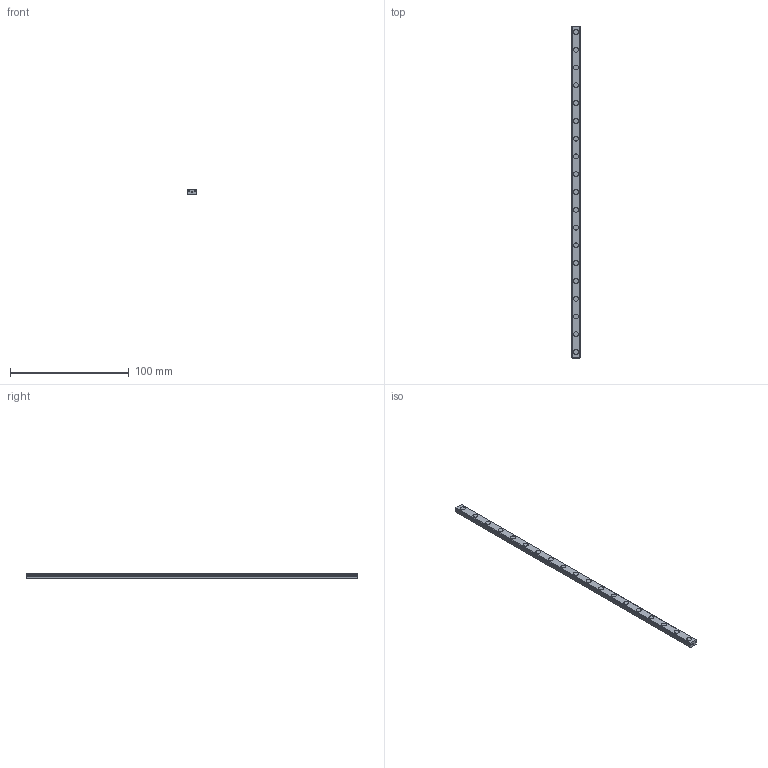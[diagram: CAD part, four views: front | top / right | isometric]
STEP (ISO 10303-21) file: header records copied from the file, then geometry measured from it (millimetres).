
FILE_DESCRIPTION(('STEP AP214'),'1');
FILE_NAME('cctmp_A408C782-AFB0-4B03-937D-4D3C778D6966_2021_02_18_13_18_35_0898..stp','2021-02-18T12:18:36',('HIWIN GmbH'),('CADClick - www.CADClick.com'),'Spatial InterOp 3D',' ','unknown authorization');
FILE_SCHEMA(('AUTOMOTIVE_DESIGN'));
Length unit declared in the file: millimetre
Products named in the file (1): MGNR07R280CM_FILE
Bounding box: 7 x 280 x 4.8 mm (x, y, z)
Volume: 8062 mm3; surface area: 8659.8 mm2
Topology: 1 solids, 1 shells, 266 faces, 609 edges, 406 vertices
Faces by surface type: plane 136, cylinder 130
Entity records: 9745 total; most frequent: DIRECTION 1403, CARTESIAN_POINT 1282, ORIENTED_EDGE 1218, EDGE_CURVE 609, AXIS2_PLACEMENT_3D 527, VERTEX_POINT 406, LINE 349, VECTOR 349
